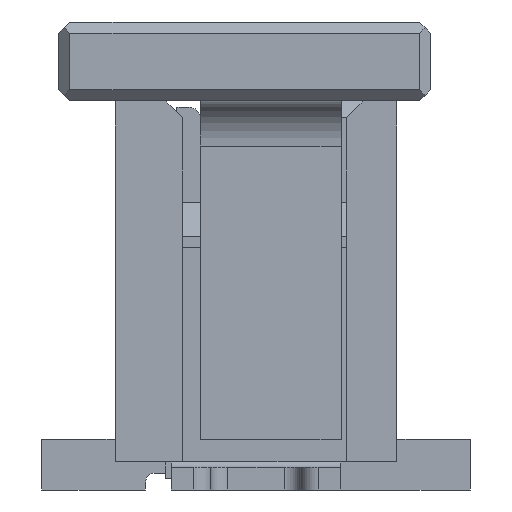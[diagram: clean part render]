
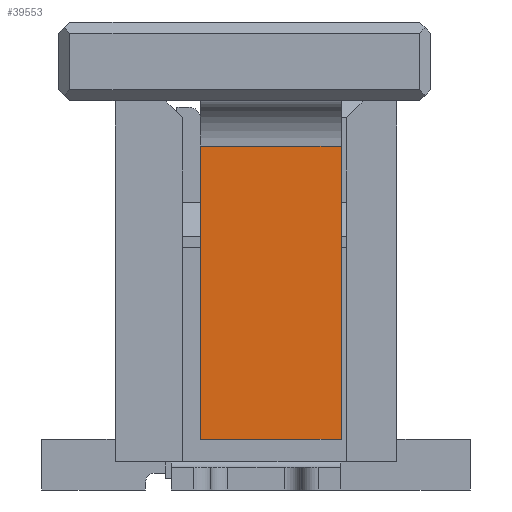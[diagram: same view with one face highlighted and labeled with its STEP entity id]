
A CAD part, left-side view. The second image highlights one B-rep face of the part: STEP entity #39553.
In plain terms, the highlighted planar face has unit normal (-1, 0, 0).
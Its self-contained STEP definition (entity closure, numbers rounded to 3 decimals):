
#6680=DIRECTION('',(0.,0.,-1.));
#6681=VECTOR('',#6680,2.6);
#6682=CARTESIAN_POINT('',(-11.65,0.495,-0.4));
#6683=LINE('',#6682,#6681);
#12592=DIRECTION('',(0.,0.,-1.));
#12593=VECTOR('',#12592,2.6);
#12594=CARTESIAN_POINT('',(-11.65,-0.755,-0.4));
#12595=LINE('',#12594,#12593);
#12655=DIRECTION('',(0.,-1.,0.));
#12656=VECTOR('',#12655,1.25);
#12657=CARTESIAN_POINT('',(-11.65,0.495,-3.));
#12658=LINE('',#12657,#12656);
#12663=DIRECTION('',(0.,1.,0.));
#12664=VECTOR('',#12663,1.25);
#12665=CARTESIAN_POINT('',(-11.65,-0.755,-0.4));
#12666=LINE('',#12665,#12664);
#19326=CARTESIAN_POINT('',(-11.65,0.495,-0.4));
#19327=CARTESIAN_POINT('',(-11.65,0.495,-3.));
#19328=VERTEX_POINT('',#19326);
#19329=VERTEX_POINT('',#19327);
#19396=CARTESIAN_POINT('',(-11.65,-0.755,-0.4));
#19397=CARTESIAN_POINT('',(-11.65,-0.755,-3.));
#19398=VERTEX_POINT('',#19396);
#19399=VERTEX_POINT('',#19397);
#39541=CARTESIAN_POINT('',(-11.65,-0.03,-0.4));
#39542=DIRECTION('',(-1.,0.,0.));
#39543=DIRECTION('',(0.,0.,-1.));
#39544=AXIS2_PLACEMENT_3D('',#39541,#39542,#39543);
#39545=PLANE('',#39544);
#39547=ORIENTED_EDGE('',*,*,#39546,.F.);
#39548=ORIENTED_EDGE('',*,*,#39430,.T.);
#39549=ORIENTED_EDGE('',*,*,#39533,.F.);
#39550=ORIENTED_EDGE('',*,*,#29803,.F.);
#39551=EDGE_LOOP('',(#39547,#39548,#39549,#39550));
#39552=FACE_OUTER_BOUND('',#39551,.F.);
#29803=EDGE_CURVE('',#19328,#19329,#6683,.T.);
#39430=EDGE_CURVE('',#19398,#19399,#12595,.T.);
#39533=EDGE_CURVE('',#19329,#19399,#12658,.T.);
#39546=EDGE_CURVE('',#19398,#19328,#12666,.T.);
#39553=ADVANCED_FACE('',(#39552),#39545,.T.);
